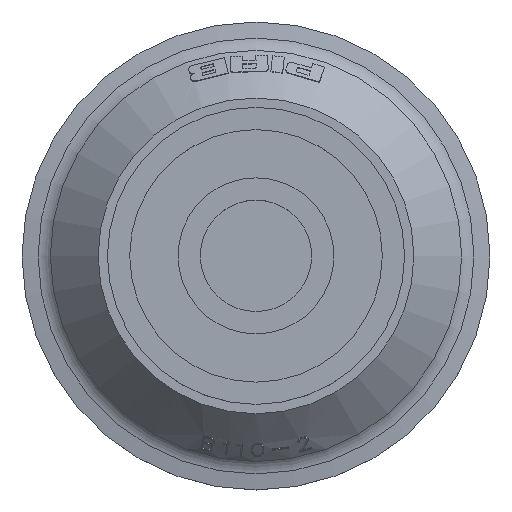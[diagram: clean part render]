
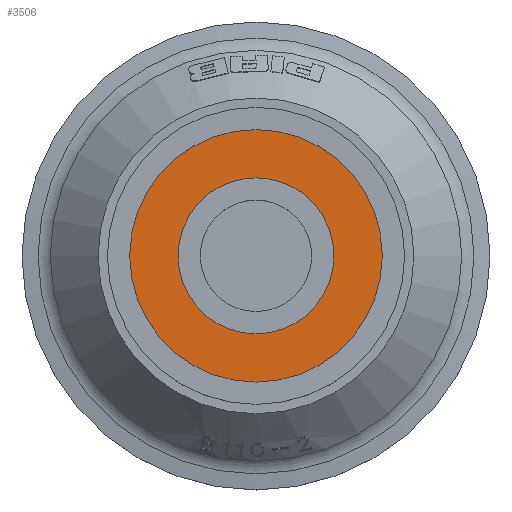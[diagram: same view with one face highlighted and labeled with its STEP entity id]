
A CAD part, top view. The second image highlights one B-rep face of the part: STEP entity #3506.
In plain terms, the highlighted planar face has unit normal (0, 0, 1).
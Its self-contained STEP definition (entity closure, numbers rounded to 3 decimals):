
#49=CIRCLE('',#3769,37.);
#50=CIRCLE('',#3771,18.);
#218=PLANE('',#3770);
#1163=ORIENTED_EDGE('',*,*,#1986,.F.);
#1164=ORIENTED_EDGE('',*,*,#1985,.T.);
#1985=EDGE_CURVE('',#2401,#2401,#49,.T.);
#1986=EDGE_CURVE('',#2402,#2402,#50,.T.);
#2401=VERTEX_POINT('',#5918);
#2402=VERTEX_POINT('',#5921);
#3005=EDGE_LOOP('',(#1163));
#3006=EDGE_LOOP('',(#1164));
#3255=FACE_BOUND('',#3005,.T.);
#3256=FACE_BOUND('',#3006,.T.);
#3506=ADVANCED_FACE('',(#3255,#3256),#218,.F.);
#3769=AXIS2_PLACEMENT_3D('',#5917,#4306,#4307);
#3770=AXIS2_PLACEMENT_3D('',#5919,#4308,#4309);
#3771=AXIS2_PLACEMENT_3D('',#5920,#4310,#4311);
#4306=DIRECTION('',(0.,0.,1.));
#4307=DIRECTION('',(1.,0.,0.));
#4308=DIRECTION('',(0.,0.,-1.));
#4309=DIRECTION('',(-1.,0.,0.));
#4310=DIRECTION('',(0.,0.,1.));
#4311=DIRECTION('',(1.,0.,0.));
#5917=CARTESIAN_POINT('',(0.,0.,-6.));
#5918=CARTESIAN_POINT('',(37.,0.,-6.));
#5919=CARTESIAN_POINT('',(18.,0.,-6.));
#5920=CARTESIAN_POINT('',(0.,0.,-6.));
#5921=CARTESIAN_POINT('',(18.,0.,-6.));
